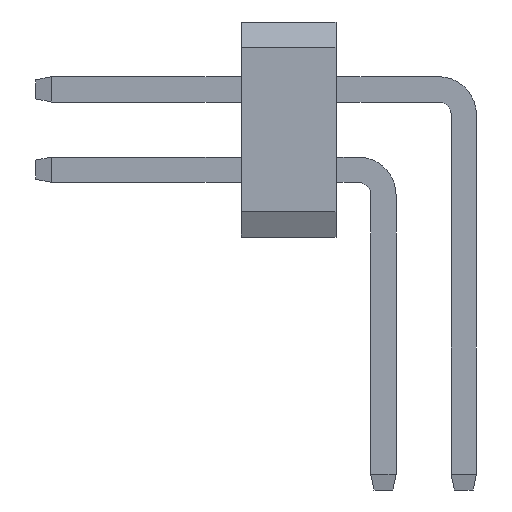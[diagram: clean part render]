
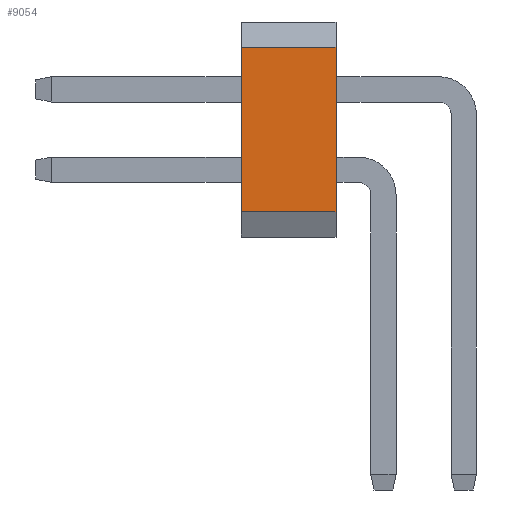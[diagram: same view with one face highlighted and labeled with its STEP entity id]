
A CAD part, left-side view. The second image highlights one B-rep face of the part: STEP entity #9054.
In plain terms, the highlighted planar face has unit normal (-1, 0, 0).
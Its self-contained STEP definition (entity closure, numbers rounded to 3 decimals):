
#553=DIRECTION('',(0.,0.,1.));
#554=VECTOR('',#553,2.6);
#555=CARTESIAN_POINT('',(-6.35,0.,-1.3));
#556=LINE('',#555,#554);
#1297=DIRECTION('',(0.,0.,1.));
#1298=VECTOR('',#1297,2.6);
#1299=CARTESIAN_POINT('',(-6.35,1.5,-1.3));
#1300=LINE('',#1299,#1298);
#1621=DIRECTION('',(0.,1.,0.));
#1622=VECTOR('',#1621,1.5);
#1623=CARTESIAN_POINT('',(-6.35,0.,-1.3));
#1624=LINE('',#1623,#1622);
#1625=DIRECTION('',(0.,1.,0.));
#1626=VECTOR('',#1625,1.5);
#1627=CARTESIAN_POINT('',(-6.35,0.,1.3));
#1628=LINE('',#1627,#1626);
#6977=CARTESIAN_POINT('',(-6.35,0.,-1.3));
#6979=VERTEX_POINT('',#6977);
#6982=CARTESIAN_POINT('',(-6.35,0.,1.3));
#6984=VERTEX_POINT('',#6982);
#6985=CARTESIAN_POINT('',(-6.35,1.5,-1.3));
#6987=VERTEX_POINT('',#6985);
#6990=CARTESIAN_POINT('',(-6.35,1.5,1.3));
#6992=VERTEX_POINT('',#6990);
#9042=CARTESIAN_POINT('',(-6.35,0.,-1.7));
#9043=DIRECTION('',(-1.,0.,0.));
#9044=DIRECTION('',(0.,0.,1.));
#9045=AXIS2_PLACEMENT_3D('',#9042,#9043,#9044);
#9046=PLANE('',#9045);
#9047=ORIENTED_EDGE('',*,*,#9037,.T.);
#9048=ORIENTED_EDGE('',*,*,#8824,.T.);
#9050=ORIENTED_EDGE('',*,*,#9049,.F.);
#9051=ORIENTED_EDGE('',*,*,#8074,.F.);
#9052=EDGE_LOOP('',(#9047,#9048,#9050,#9051));
#9053=FACE_OUTER_BOUND('',#9052,.F.);
#8074=EDGE_CURVE('',#6979,#6984,#556,.T.);
#8824=EDGE_CURVE('',#6987,#6992,#1300,.T.);
#9037=EDGE_CURVE('',#6979,#6987,#1624,.T.);
#9049=EDGE_CURVE('',#6984,#6992,#1628,.T.);
#9054=ADVANCED_FACE('',(#9053),#9046,.T.);
